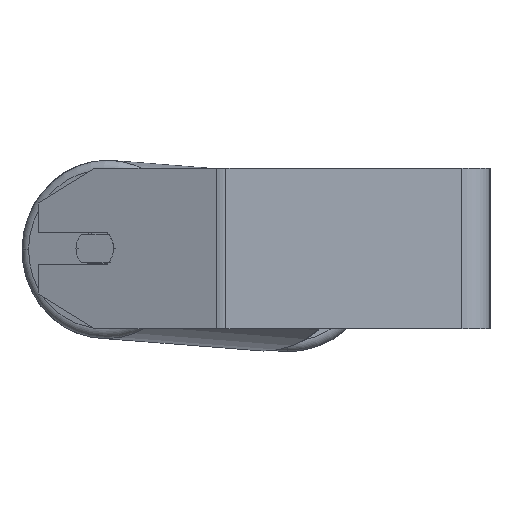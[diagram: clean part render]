
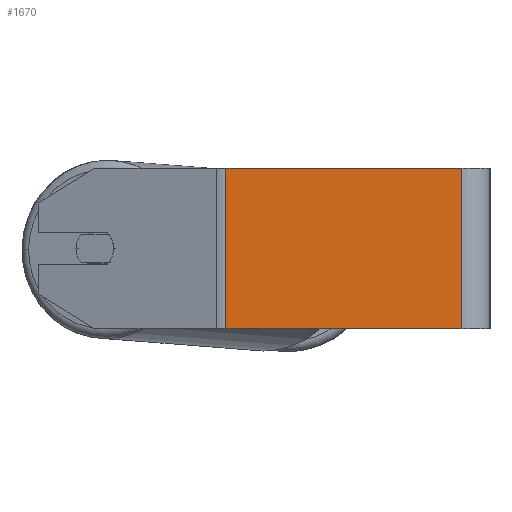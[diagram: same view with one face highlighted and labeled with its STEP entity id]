
A CAD part, left-side view. The second image highlights one B-rep face of the part: STEP entity #1670.
In plain terms, the highlighted planar face has unit normal (-1, 0, 0).
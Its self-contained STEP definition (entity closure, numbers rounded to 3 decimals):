
#381 = CARTESIAN_POINT ( 'NONE',  ( -415., 14., -40. ) ) ;
#654 = CARTESIAN_POINT ( 'NONE',  ( -415., 134.033, 40. ) ) ;
#738 = VERTEX_POINT ( 'NONE', #2926 ) ;
#862 = CARTESIAN_POINT ( 'NONE',  ( -415., 134.033, 40. ) ) ;
#984 = CARTESIAN_POINT ( 'NONE',  ( -415., 131.565, -40. ) ) ;
#1277 = FACE_OUTER_BOUND ( 'NONE', #6119, .T. ) ;
#1626 = LINE ( 'NONE', #862, #7164 ) ;
#1670 = ADVANCED_FACE ( 'NONE', ( #1277 ), #4529, .F. ) ;
#1859 = DIRECTION ( 'NONE',  ( 0., 0., -1. ) ) ;
#2394 = VERTEX_POINT ( 'NONE', #6242 ) ;
#2566 = ORIENTED_EDGE ( 'NONE', *, *, #8157, .F. ) ;
#2571 = DIRECTION ( 'NONE',  ( 0., 0., -1. ) ) ;
#2851 = LINE ( 'NONE', #6138, #3436 ) ;
#2896 = CARTESIAN_POINT ( 'NONE',  ( -415., 134.033, -40. ) ) ;
#2917 = VECTOR ( 'NONE', #2571, 1000. ) ;
#2926 = CARTESIAN_POINT ( 'NONE',  ( -415., 131.565, 40. ) ) ;
#2949 = DIRECTION ( 'NONE',  ( 0., -1., 0. ) ) ;
#2973 = VERTEX_POINT ( 'NONE', #381 ) ;
#3355 = DIRECTION ( 'NONE',  ( 1., 0., 0. ) ) ;
#3436 = VECTOR ( 'NONE', #4098, 1000. ) ;
#3730 = VECTOR ( 'NONE', #7638, 1000. ) ;
#4098 = DIRECTION ( 'NONE',  ( 0., 0., -1. ) ) ;
#4261 = ORIENTED_EDGE ( 'NONE', *, *, #7479, .F. ) ;
#4288 = EDGE_CURVE ( 'NONE', #738, #5551, #2851, .T. ) ;
#4529 = PLANE ( 'NONE',  #5922 ) ;
#4706 = ORIENTED_EDGE ( 'NONE', *, *, #5356, .T. ) ;
#5286 = CARTESIAN_POINT ( 'NONE',  ( -415., 14., 40. ) ) ;
#5356 = EDGE_CURVE ( 'NONE', #5551, #2973, #6980, .T. ) ;
#5551 = VERTEX_POINT ( 'NONE', #984 ) ;
#5922 = AXIS2_PLACEMENT_3D ( 'NONE', #654, #3355, #1859 ) ;
#5943 = LINE ( 'NONE', #5286, #2917 ) ;
#6119 = EDGE_LOOP ( 'NONE', ( #4706, #2566, #4261, #6830 ) ) ;
#6138 = CARTESIAN_POINT ( 'NONE',  ( -415., 131.565, 40. ) ) ;
#6242 = CARTESIAN_POINT ( 'NONE',  ( -415., 14., 40. ) ) ;
#6830 = ORIENTED_EDGE ( 'NONE', *, *, #4288, .T. ) ;
#6980 = LINE ( 'NONE', #2896, #3730 ) ;
#7164 = VECTOR ( 'NONE', #2949, 1000. ) ;
#7479 = EDGE_CURVE ( 'NONE', #738, #2394, #1626, .T. ) ;
#7638 = DIRECTION ( 'NONE',  ( 0., -1., 0. ) ) ;
#8157 = EDGE_CURVE ( 'NONE', #2394, #2973, #5943, .T. ) ;
